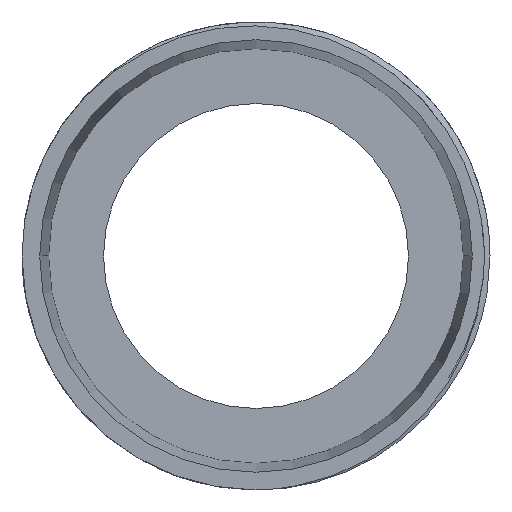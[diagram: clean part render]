
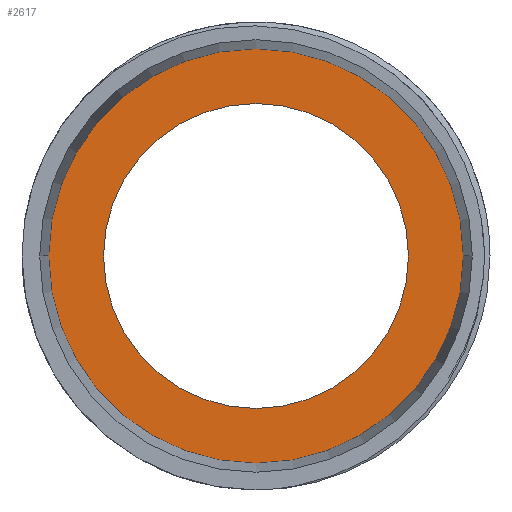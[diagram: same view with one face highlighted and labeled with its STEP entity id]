
A CAD part, left-side view. The second image highlights one B-rep face of the part: STEP entity #2617.
In plain terms, the highlighted planar face has unit normal (-1, 0, 0).
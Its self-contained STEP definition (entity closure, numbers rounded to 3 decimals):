
#30 = CARTESIAN_POINT ( 'NONE',  ( -6.821, 21.5, 0. ) ) ;
#193 = EDGE_CURVE ( 'NONE', #1933, #3343, #1480, .T. ) ;
#262 = FACE_BOUND ( 'NONE', #3378, .T. ) ;
#398 = ORIENTED_EDGE ( 'NONE', *, *, #1967, .F. ) ;
#445 = CARTESIAN_POINT ( 'NONE',  ( -6.821, 29.235, 0. ) ) ;
#511 = EDGE_CURVE ( 'NONE', #3343, #1933, #2207, .T. ) ;
#642 = DIRECTION ( 'NONE',  ( 0., -1., 0. ) ) ;
#827 = DIRECTION ( 'NONE',  ( 0., -1., 0. ) ) ;
#843 = DIRECTION ( 'NONE',  ( -1., 0., 0. ) ) ;
#856 = CARTESIAN_POINT ( 'NONE',  ( -6.821, 21.5, 0. ) ) ;
#1005 = DIRECTION ( 'NONE',  ( 0., -1., 0. ) ) ;
#1066 = PLANE ( 'NONE',  #3078 ) ;
#1074 = CARTESIAN_POINT ( 'NONE',  ( -6.821, 0., 0. ) ) ;
#1148 = DIRECTION ( 'NONE',  ( 1., 0., 0. ) ) ;
#1164 = VERTEX_POINT ( 'NONE', #1522 ) ;
#1386 = CIRCLE ( 'NONE', #2005, 21.5 ) ;
#1480 = CIRCLE ( 'NONE', #1877, 29.235 ) ;
#1486 = DIRECTION ( 'NONE',  ( -1., 0., 0. ) ) ;
#1492 = ORIENTED_EDGE ( 'NONE', *, *, #511, .T. ) ;
#1522 = CARTESIAN_POINT ( 'NONE',  ( -6.821, -21.5, 0. ) ) ;
#1591 = CARTESIAN_POINT ( 'NONE',  ( -6.821, 0., 0. ) ) ;
#1645 = DIRECTION ( 'NONE',  ( 0., -1., 0. ) ) ;
#1823 = CARTESIAN_POINT ( 'NONE',  ( -6.821, 0., 0. ) ) ;
#1877 = AXIS2_PLACEMENT_3D ( 'NONE', #1823, #1486, #1005 ) ;
#1889 = AXIS2_PLACEMENT_3D ( 'NONE', #3011, #843, #642 ) ;
#1933 = VERTEX_POINT ( 'NONE', #2373 ) ;
#1967 = EDGE_CURVE ( 'NONE', #1970, #1164, #1386, .T. ) ;
#1970 = VERTEX_POINT ( 'NONE', #30 ) ;
#2005 = AXIS2_PLACEMENT_3D ( 'NONE', #1591, #2643, #827 ) ;
#2132 = EDGE_CURVE ( 'NONE', #1164, #1970, #2165, .T. ) ;
#2136 = DIRECTION ( 'NONE',  ( -1., 0., 0. ) ) ;
#2165 = CIRCLE ( 'NONE', #1889, 21.5 ) ;
#2207 = CIRCLE ( 'NONE', #3096, 29.235 ) ;
#2213 = DIRECTION ( 'NONE',  ( 0., 1., 0. ) ) ;
#2373 = CARTESIAN_POINT ( 'NONE',  ( -6.821, -29.235, 0. ) ) ;
#2617 = ADVANCED_FACE ( 'NONE', ( #262, #3166 ), #1066, .F. ) ;
#2643 = DIRECTION ( 'NONE',  ( -1., 0., 0. ) ) ;
#2653 = ORIENTED_EDGE ( 'NONE', *, *, #2132, .F. ) ;
#2686 = ORIENTED_EDGE ( 'NONE', *, *, #193, .T. ) ;
#3011 = CARTESIAN_POINT ( 'NONE',  ( -6.821, 0., 0. ) ) ;
#3078 = AXIS2_PLACEMENT_3D ( 'NONE', #856, #1148, #2213 ) ;
#3096 = AXIS2_PLACEMENT_3D ( 'NONE', #1074, #2136, #1645 ) ;
#3166 = FACE_OUTER_BOUND ( 'NONE', #3359, .T. ) ;
#3343 = VERTEX_POINT ( 'NONE', #445 ) ;
#3359 = EDGE_LOOP ( 'NONE', ( #2686, #1492 ) ) ;
#3378 = EDGE_LOOP ( 'NONE', ( #2653, #398 ) ) ;
